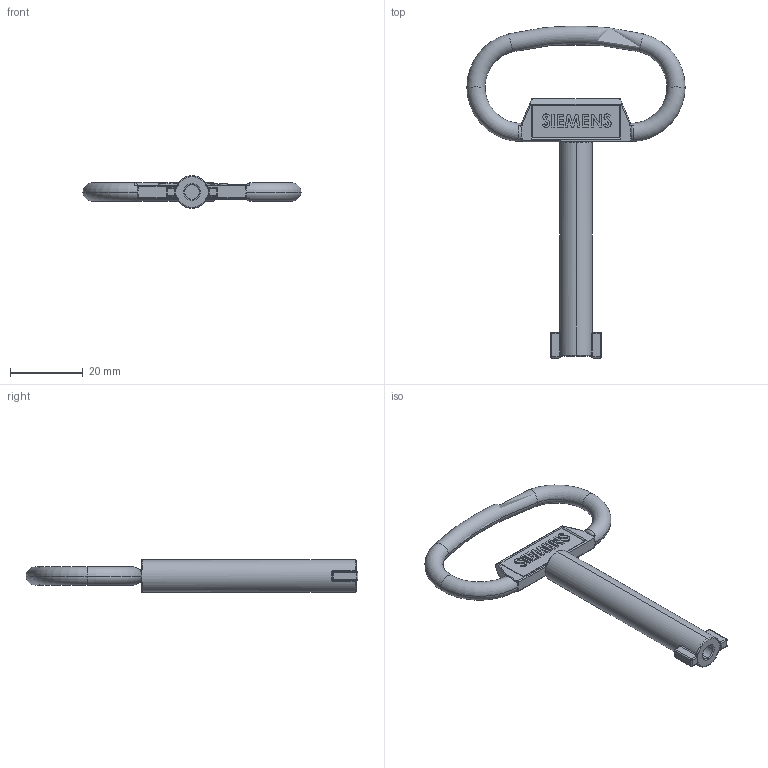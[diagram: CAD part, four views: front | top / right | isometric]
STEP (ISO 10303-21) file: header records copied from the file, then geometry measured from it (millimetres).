
FILE_DESCRIPTION(('STEP AP214'),'1');
FILE_NAME('cctmp_BFCE6D1D-86B7-49F4-9E48-A308B7C4CA3C_2023_03_29_09_44_19_0766..stp','2023-03-29T07:44:20',('SIEMENS A&D'),('CADClick - www.CADClick.com'),'Spatial InterOp 3D postprocessed',' ','unknown authorization');
FILE_SCHEMA(('AUTOMOTIVE_DESIGN'));
Length unit declared in the file: millimetre
Products named in the file (9): cc_unnamed; 2023_03_29_09_44_19_0738; 2023_03_29_09_44_19_0734; 2023_03_29_09_44_19_0730; 2023_03_29_09_44_19_0726; 2023_03_29_09_44_19_0722; 2023_03_29_09_44_19_0718; 2023_03_29_09_44_19_0714; 2023_03_29_09_44_19_0710
Assembly tree (8 placements, depth 2):
  cc_unnamed
    2023_03_29_09_44_19_0738
    2023_03_29_09_44_19_0734
    2023_03_29_09_44_19_0730
    2023_03_29_09_44_19_0726
    2023_03_29_09_44_19_0722
    2023_03_29_09_44_19_0718
    2023_03_29_09_44_19_0714
    2023_03_29_09_44_19_0710
Bounding box: 60 x 91.27 x 9 mm (x, y, z)
Volume: 6605.7 mm3; surface area: 4966.1 mm2
Topology: 8 solids, 8 shells, 343 faces, 889 edges, 545 vertices
Faces by surface type: plane 163, bspline 76, cylinder 61, torus 24, sphere 19
Entity records: 14585 total; most frequent: CARTESIAN_POINT 5651, ORIENTED_EDGE 1732, DIRECTION 1380, EDGE_CURVE 866, VERTEX_POINT 545, LINE 516, VECTOR 516, AXIS2_PLACEMENT_3D 432
